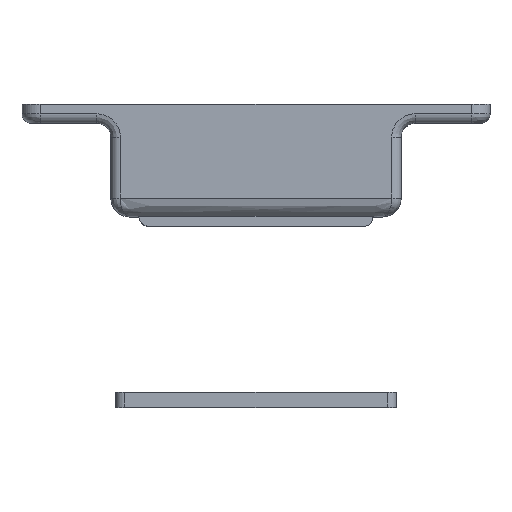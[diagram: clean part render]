
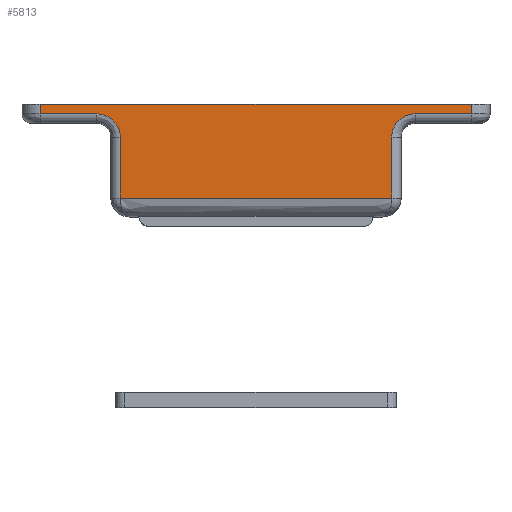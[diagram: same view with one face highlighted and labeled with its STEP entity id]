
A CAD part, top view. The second image highlights one B-rep face of the part: STEP entity #5813.
In plain terms, the highlighted free-form (B-spline) face has degree [1, 1] with [2, 2] control points.
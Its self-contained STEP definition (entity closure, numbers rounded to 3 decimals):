
#4272=CARTESIAN_POINT('',(23.0,-1.0,8.5));
#4273=VERTEX_POINT('',#4272);
#4397=CARTESIAN_POINT('',(17.0,-1.0,8.5));
#4398=VERTEX_POINT('',#4397);
#4420=CARTESIAN_POINT('',(17.0,-1.0,8.5));
#4421=CARTESIAN_POINT('',(23.0,-1.0,8.5));
#4422=QUASI_UNIFORM_CURVE('',1,(#4420,#4421),.UNSPECIFIED.,.F.,.U.);
#4423=EDGE_CURVE('',#4398,#4273,#4422,.T.);
#4490=CARTESIAN_POINT('',(14.5,-3.5,8.5));
#4491=VERTEX_POINT('',#4490);
#4521=CARTESIAN_POINT('',(14.5,-3.5,8.5));
#4522=CARTESIAN_POINT('',(14.5,-1.0,8.5));
#4523=CARTESIAN_POINT('',(17.0,-1.0,8.5));
#4531=(BOUNDED_CURVE()B_SPLINE_CURVE(2,(#4521,#4522,#4523),.UNSPECIFIED.,.F.,.U.)CURVE()GEOMETRIC_REPRESENTATION_ITEM()QUASI_UNIFORM_CURVE()RATIONAL_B_SPLINE_CURVE((1.0,0.707,1.0))REPRESENTATION_ITEM(''));
#4532=EDGE_CURVE('',#4491,#4398,#4531,.T.);
#4633=CARTESIAN_POINT('',(14.5,-10.0,8.5));
#4634=VERTEX_POINT('',#4633);
#4656=CARTESIAN_POINT('',(14.5,-10.0,8.5));
#4657=CARTESIAN_POINT('',(14.5,-3.5,8.5));
#4658=QUASI_UNIFORM_CURVE('',1,(#4656,#4657),.UNSPECIFIED.,.F.,.U.);
#4659=EDGE_CURVE('',#4634,#4491,#4658,.T.);
#4796=CARTESIAN_POINT('',(-14.5,-10.0,8.5));
#4797=VERTEX_POINT('',#4796);
#4858=CARTESIAN_POINT('',(-14.5,-3.5,8.5));
#4859=VERTEX_POINT('',#4858);
#4881=CARTESIAN_POINT('',(-14.5,-3.5,8.5));
#4882=CARTESIAN_POINT('',(-14.5,-10.0,8.5));
#4883=QUASI_UNIFORM_CURVE('',1,(#4881,#4882),.UNSPECIFIED.,.F.,.U.);
#4884=EDGE_CURVE('',#4859,#4797,#4883,.T.);
#4906=CARTESIAN_POINT('',(-17.,-1.0,8.5));
#4907=VERTEX_POINT('',#4906);
#4937=CARTESIAN_POINT('',(-17.,-1.0,8.5));
#4938=CARTESIAN_POINT('',(-14.5,-1.0,8.5));
#4939=CARTESIAN_POINT('',(-14.5,-3.5,8.5));
#4947=(BOUNDED_CURVE()B_SPLINE_CURVE(2,(#4937,#4938,#4939),.UNSPECIFIED.,.F.,.U.)CURVE()GEOMETRIC_REPRESENTATION_ITEM()QUASI_UNIFORM_CURVE()RATIONAL_B_SPLINE_CURVE((1.0,0.707,1.0))REPRESENTATION_ITEM(''));
#4948=EDGE_CURVE('',#4907,#4859,#4947,.T.);
#4967=CARTESIAN_POINT('',(-23.,-1.0,8.5));
#4968=VERTEX_POINT('',#4967);
#4990=CARTESIAN_POINT('',(-23.,-1.0,8.5));
#4991=CARTESIAN_POINT('',(-17.,-1.0,8.5));
#4992=QUASI_UNIFORM_CURVE('',1,(#4990,#4991),.UNSPECIFIED.,.F.,.U.);
#4993=EDGE_CURVE('',#4968,#4907,#4992,.T.);
#5617=CARTESIAN_POINT('',(-23.,0.0,8.5));
#5618=VERTEX_POINT('',#5617);
#5619=CARTESIAN_POINT('',(-23.,0.0,8.5));
#5620=CARTESIAN_POINT('',(-23.,-1.0,8.5));
#5621=QUASI_UNIFORM_CURVE('',1,(#5619,#5620),.UNSPECIFIED.,.F.,.U.);
#5622=EDGE_CURVE('',#5618,#4968,#5621,.T.);
#5654=CARTESIAN_POINT('',(23.0,0.0,8.5));
#5655=VERTEX_POINT('',#5654);
#5656=CARTESIAN_POINT('',(23.0,-1.0,8.5));
#5657=CARTESIAN_POINT('',(23.0,0.0,8.5));
#5658=QUASI_UNIFORM_CURVE('',1,(#5656,#5657),.UNSPECIFIED.,.F.,.U.);
#5659=EDGE_CURVE('',#4273,#5655,#5658,.T.);
#5788=CARTESIAN_POINT('',(-25.298,0.499,8.5));
#5789=CARTESIAN_POINT('',(25.298,0.499,8.5));
#5790=CARTESIAN_POINT('',(-25.298,-10.5,8.5));
#5791=CARTESIAN_POINT('',(25.298,-10.5,8.5));
#5792=B_SPLINE_SURFACE_WITH_KNOTS('',1,1,((#5788,#5790),(#5789,#5791)),.UNSPECIFIED.,.F.,.F.,.U.,(2,2),(2,2),(0.0,50.595),(0.0,10.999),.UNSPECIFIED.);
#5793=ORIENTED_EDGE('',*,*,#4948,.T.);
#5794=ORIENTED_EDGE('',*,*,#4884,.T.);
#5795=CARTESIAN_POINT('',(-14.5,-10.0,8.5));
#5796=CARTESIAN_POINT('',(14.5,-10.0,8.5));
#5797=QUASI_UNIFORM_CURVE('',1,(#5795,#5796),.UNSPECIFIED.,.F.,.U.);
#5798=EDGE_CURVE('',#4797,#4634,#5797,.T.);
#5799=ORIENTED_EDGE('',*,*,#5798,.T.);
#5800=ORIENTED_EDGE('',*,*,#4659,.T.);
#5801=ORIENTED_EDGE('',*,*,#4532,.T.);
#5802=ORIENTED_EDGE('',*,*,#4423,.T.);
#5803=ORIENTED_EDGE('',*,*,#5659,.T.);
#5804=CARTESIAN_POINT('',(-23.,0.0,8.5));
#5805=CARTESIAN_POINT('',(23.0,0.0,8.5));
#5806=QUASI_UNIFORM_CURVE('',1,(#5804,#5805),.UNSPECIFIED.,.F.,.U.);
#5807=EDGE_CURVE('',#5618,#5655,#5806,.T.);
#5808=ORIENTED_EDGE('',*,*,#5807,.F.);
#5809=ORIENTED_EDGE('',*,*,#5622,.T.);
#5810=ORIENTED_EDGE('',*,*,#4993,.T.);
#5811=EDGE_LOOP('',(#5793,#5794,#5799,#5800,#5801,#5802,#5803,#5808,#5809,#5810));
#5812=FACE_OUTER_BOUND('',#5811,.T.);
#5813=ADVANCED_FACE('',(#5812),#5792,.F.);
